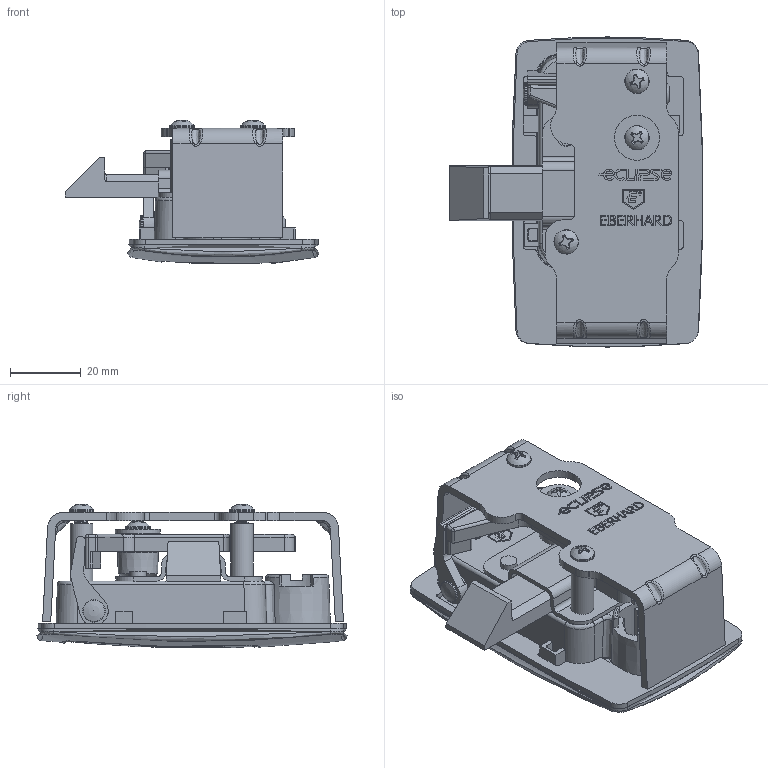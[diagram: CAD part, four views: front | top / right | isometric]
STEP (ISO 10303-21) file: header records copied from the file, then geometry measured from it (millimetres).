
FILE_DESCRIPTION(/* description */ ('ECLIPSE 2 -- SLAM LATCH WITH PULL RING, NON-LOCKING'),/* implementation_level */ '2;1');
FILE_NAME(/* name */ 'ECL2-130.stp',/* time_stamp */ '2023-11-28T13:57:57-05:00',/* author */ ('dtinay'),/* organization */ (''),/* preprocessor_version */ 'ST-DEVELOPER v20',/* originating_system */ 'Autodesk Inventor 2024',/* authorisation */ '');
FILE_SCHEMA (('AUTOMOTIVE_DESIGN { 1 0 10303 214 3 1 1 }'));
Products named in the file (15): ECL2-130; ECL2-130-1; ECL2-130-2; ECL2-130-33; ECL2-130-34; ECL2-130-4SS; ECL-130-SS5-22; ECL-130-6; ECL2-130-23SS; ECL2-130-40SS; ECL-18X; ECL2-430-10SS; ECL2-130-7; ECL2-130-41SS; ECL2-130-42SS
Assembly tree (15 placements, depth 2):
  ECL2-130
    ECL2-130-1
    ECL2-130-2
    ECL2-130-33
    ECL2-130-34
    ECL2-130-4SS
    ECL-130-SS5-22
    ECL-130-6
    ECL2-130-23SS
    ECL2-130-40SS  x2
    ECL-18X
    ECL2-430-10SS
    ECL2-130-7
    ECL2-130-41SS
    ECL2-130-42SS
Bounding box: 71.42 x 87.38 x 40.52 mm (x, y, z)
Volume: 60299.7 mm3; surface area: 48327.2 mm2
Topology: 15 solids, 15 shells, 1358 faces, 3561 edges, 2289 vertices
Faces by surface type: plane 723, cylinder 333, bspline 227, cone 30, torus 29, sphere 16
Full cylindrical faces by diameter (mm): 2.108 x1, 2.653 x31, 3.175 x1, 3.251 x3, 3.264 x3, 3.409 x13, 4.166 x13, 4.623 x2, 4.75 x4, 4.775 x1, 6.375 x1, 6.401 x3, 6.439 x1, 6.452 x2, 6.858 x3, 8.001 x2, 8.115 x2, 12.7 x2
Entity records: 51689 total; most frequent: CARTESIAN_POINT 20406, ORIENTED_EDGE 6716, DIRECTION 5811, EDGE_CURVE 3358, VERTEX_POINT 2165, LINE 2155, VECTOR 2155, AXIS2_PLACEMENT_3D 1828
